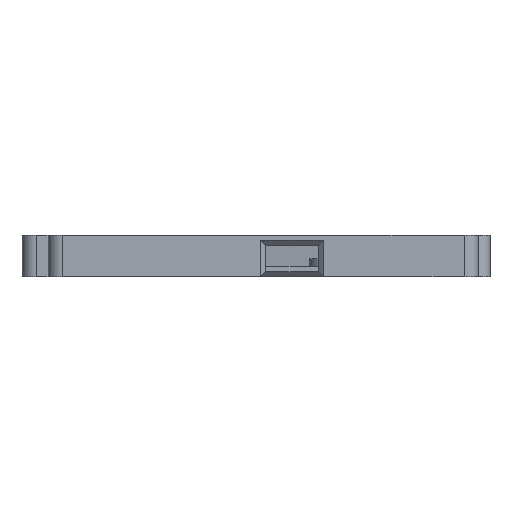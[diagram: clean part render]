
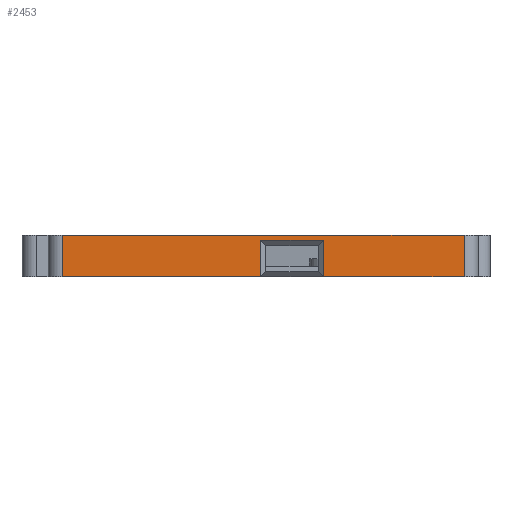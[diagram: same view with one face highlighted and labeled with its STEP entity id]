
A CAD part, left-side view. The second image highlights one B-rep face of the part: STEP entity #2453.
In plain terms, the highlighted planar face has unit normal (-1, 0, 0).
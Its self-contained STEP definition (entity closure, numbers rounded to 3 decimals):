
#268=FACE_OUTER_BOUND('',#430,.T.);
#430=EDGE_LOOP('',(#2128,#2129,#2130,#2131,#2132,#2133,#2134,#2135));
#643=LINE('',#4106,#911);
#672=LINE('',#4251,#940);
#674=LINE('',#4255,#942);
#677=LINE('',#4260,#945);
#684=LINE('',#4272,#952);
#698=LINE('',#4369,#966);
#700=LINE('',#4378,#968);
#701=LINE('',#4379,#969);
#911=VECTOR('',#3070,10.);
#940=VECTOR('',#3151,10.);
#942=VECTOR('',#3155,10.);
#945=VECTOR('',#3160,10.);
#952=VECTOR('',#3175,10.);
#966=VECTOR('',#3189,10.);
#968=VECTOR('',#3201,10.);
#969=VECTOR('',#3202,10.);
#1153=VERTEX_POINT('',#4097);
#1154=VERTEX_POINT('',#4105);
#1188=VERTEX_POINT('',#4248);
#1189=VERTEX_POINT('',#4250);
#1190=VERTEX_POINT('',#4254);
#1191=VERTEX_POINT('',#4259);
#1192=VERTEX_POINT('',#4271);
#1213=VERTEX_POINT('',#4361);
#1451=EDGE_CURVE('',#1153,#1154,#643,.T.);
#1496=EDGE_CURVE('',#1188,#1189,#672,.T.);
#1498=EDGE_CURVE('',#1190,#1188,#674,.T.);
#1501=EDGE_CURVE('',#1191,#1190,#677,.T.);
#1508=EDGE_CURVE('',#1192,#1189,#684,.T.);
#1530=EDGE_CURVE('',#1191,#1213,#698,.T.);
#1534=EDGE_CURVE('',#1213,#1154,#700,.T.);
#1535=EDGE_CURVE('',#1192,#1153,#701,.T.);
#2128=ORIENTED_EDGE('',*,*,#1501,.F.);
#2129=ORIENTED_EDGE('',*,*,#1530,.T.);
#2130=ORIENTED_EDGE('',*,*,#1534,.T.);
#2131=ORIENTED_EDGE('',*,*,#1451,.F.);
#2132=ORIENTED_EDGE('',*,*,#1535,.F.);
#2133=ORIENTED_EDGE('',*,*,#1508,.T.);
#2134=ORIENTED_EDGE('',*,*,#1496,.F.);
#2135=ORIENTED_EDGE('',*,*,#1498,.F.);
#2325=PLANE('',#2640);
#2453=ADVANCED_FACE('',(#268),#2325,.T.);
#2640=AXIS2_PLACEMENT_3D('',#4377,#3199,#3200);
#3070=DIRECTION('',(0.,-1.,0.));
#3151=DIRECTION('',(0.,0.,-1.));
#3155=DIRECTION('',(0.,1.,0.));
#3160=DIRECTION('',(0.,0.,1.));
#3175=DIRECTION('',(0.,-1.,0.));
#3189=DIRECTION('',(0.,-1.,0.));
#3199=DIRECTION('center_axis',(-1.,0.,0.));
#3200=DIRECTION('ref_axis',(0.,-1.,0.));
#3201=DIRECTION('',(0.,0.,1.));
#3202=DIRECTION('',(0.,0.,1.));
#4097=CARTESIAN_POINT('',(82.842,-54.258,8.));
#4105=CARTESIAN_POINT('',(82.842,-131.093,8.));
#4106=CARTESIAN_POINT('',(82.842,-54.258,8.));
#4248=CARTESIAN_POINT('',(82.842,-92.185,7.));
#4250=CARTESIAN_POINT('',(82.842,-92.185,0.));
#4251=CARTESIAN_POINT('',(82.842,-92.185,0.));
#4254=CARTESIAN_POINT('',(82.842,-104.185,7.));
#4255=CARTESIAN_POINT('',(82.842,-78.722,7.));
#4259=CARTESIAN_POINT('',(82.842,-104.185,0.));
#4260=CARTESIAN_POINT('',(82.842,-104.185,0.));
#4271=CARTESIAN_POINT('',(82.842,-54.258,0.));
#4272=CARTESIAN_POINT('',(82.842,-54.258,0.));
#4361=CARTESIAN_POINT('',(82.842,-131.093,0.));
#4369=CARTESIAN_POINT('',(82.842,-54.258,0.));
#4377=CARTESIAN_POINT('Origin',(82.842,-54.258,0.));
#4378=CARTESIAN_POINT('',(82.842,-131.093,0.));
#4379=CARTESIAN_POINT('',(82.842,-54.258,0.));
